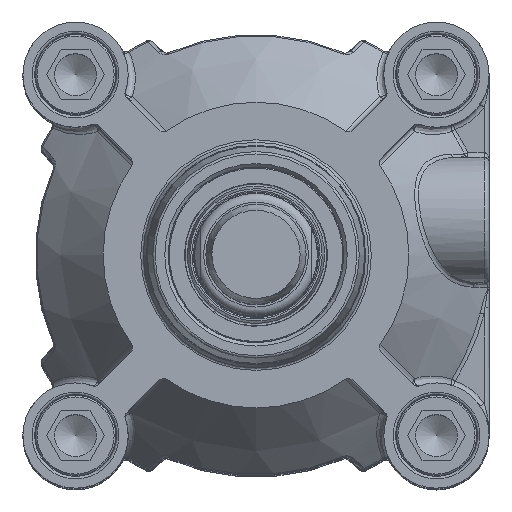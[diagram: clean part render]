
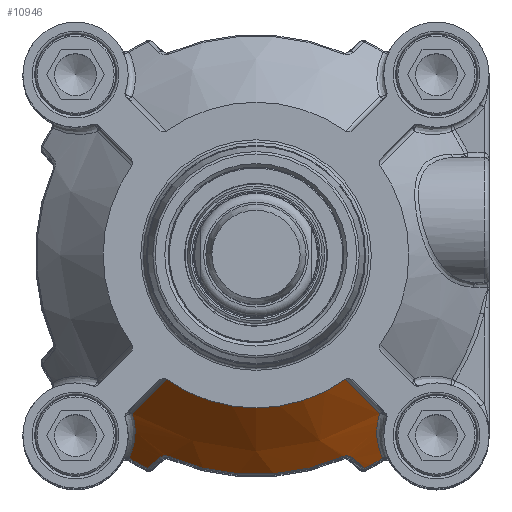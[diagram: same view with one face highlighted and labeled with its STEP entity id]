
A CAD part, top view. The second image highlights one B-rep face of the part: STEP entity #10946.
In plain terms, the highlighted conical face has half-angle 41.186 degrees and reference radius 39.25 mm.
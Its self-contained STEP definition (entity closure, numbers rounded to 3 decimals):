
#9683=CARTESIAN_POINT('',(-17.839,-24.739,48.));
#9684=VERTEX_POINT('',#9683);
#9700=CARTESIAN_POINT('',(17.839,-24.739,48.));
#9701=VERTEX_POINT('',#9700);
#9702=CARTESIAN_POINT('',(0.0,0.0,48.));
#9703=DIRECTION('',(0.0,0.0,1.0));
#9704=DIRECTION('',(1.0,0.0,0.0));
#9705=AXIS2_PLACEMENT_3D('',#9702,#9703,#9704);
#9706=CIRCLE('',#9705,30.5);
#9707=EDGE_CURVE('',#9684,#9701,#9706,.T.);
#9995=CARTESIAN_POINT('',(24.679,-31.619,37.017));
#9996=VERTEX_POINT('',#9995);
#10067=CARTESIAN_POINT('',(17.839,-24.739,48.));
#10068=CARTESIAN_POINT('',(20.12,-27.038,44.344));
#10069=CARTESIAN_POINT('',(22.4,-29.33,40.682));
#10070=CARTESIAN_POINT('',(24.679,-31.619,37.017));
#10071=B_SPLINE_CURVE_WITH_KNOTS('',3,(#10067,#10068,#10069,#10070),.UNSPECIFIED.,.F.,.U.,(4,4),(-2.136,-0.67),.UNSPECIFIED.);
#10072=EDGE_CURVE('',#9701,#9996,#10071,.T.);
#10108=CARTESIAN_POINT('',(25.31,-40.494,28.283));
#10109=VERTEX_POINT('',#10108);
#10221=CARTESIAN_POINT('',(24.679,-31.619,37.017));
#10222=CARTESIAN_POINT('',(24.529,-32.061,36.725));
#10223=CARTESIAN_POINT('',(24.411,-32.499,36.407));
#10224=CARTESIAN_POINT('',(24.215,-33.432,35.682));
#10225=CARTESIAN_POINT('',(24.146,-33.931,35.263));
#10226=CARTESIAN_POINT('',(24.042,-35.324,34.028));
#10227=CARTESIAN_POINT('',(24.082,-36.195,33.174));
#10228=CARTESIAN_POINT('',(24.218,-37.092,32.231));
#10229=CARTESIAN_POINT('',(24.23,-37.162,32.157));
#10230=CARTESIAN_POINT('',(24.439,-38.391,30.849));
#10231=CARTESIAN_POINT('',(24.805,-39.485,29.566));
#10232=CARTESIAN_POINT('',(25.31,-40.494,28.283));
#10233=B_SPLINE_CURVE_WITH_KNOTS('',3,(#10221,#10222,#10223,#10224,#10225,#10226,#10227,#10228,#10229,#10230,#10231,#10232),.UNSPECIFIED.,.F.,.U.,(4,2,2,2,2,4),(-9.907,-9.742,-9.546,-9.184,-9.153,-8.641),.UNSPECIFIED.);
#10234=EDGE_CURVE('',#9996,#10109,#10233,.T.);
#10265=CARTESIAN_POINT('',(21.697,-42.539,28.283));
#10266=VERTEX_POINT('',#10265);
#10290=CARTESIAN_POINT('',(0.,0.,28.283));
#10291=DIRECTION('',(0.0,0.0,-1.0));
#10292=DIRECTION('',(0.496,-0.868,0.0));
#10293=AXIS2_PLACEMENT_3D('',#10290,#10291,#10292);
#10294=CIRCLE('',#10293,47.753);
#10295=EDGE_CURVE('',#10109,#10266,#10294,.T.);
#10334=CARTESIAN_POINT('',(19.482,-40.531,31.462));
#10335=VERTEX_POINT('',#10334);
#10336=CARTESIAN_POINT('',(17.312,-40.182,32.854));
#10337=VERTEX_POINT('',#10336);
#10338=CARTESIAN_POINT('',(19.482,-40.531,31.462));
#10339=CARTESIAN_POINT('',(19.216,-40.29,31.843));
#10340=CARTESIAN_POINT('',(18.605,-39.949,32.497));
#10341=CARTESIAN_POINT('',(17.679,-40.024,32.854));
#10342=CARTESIAN_POINT('',(17.312,-40.182,32.854));
#10343=B_SPLINE_CURVE_WITH_KNOTS('',3,(#10338,#10339,#10340,#10341,#10342),.UNSPECIFIED.,.F.,.U.,(4,1,4),(-0.275,-0.118,0.0),.UNSPECIFIED.);
#10344=EDGE_CURVE('',#10335,#10337,#10343,.T.);
#10419=CARTESIAN_POINT('',(-17.312,-40.182,32.854));
#10420=VERTEX_POINT('',#10419);
#10428=CARTESIAN_POINT('',(-19.482,-40.531,31.462));
#10429=VERTEX_POINT('',#10428);
#10430=CARTESIAN_POINT('',(-17.312,-40.182,32.854));
#10431=CARTESIAN_POINT('',(-17.556,-40.077,32.854));
#10432=CARTESIAN_POINT('',(-18.082,-39.971,32.721));
#10433=CARTESIAN_POINT('',(-18.87,-40.098,32.211));
#10434=CARTESIAN_POINT('',(-19.282,-40.35,31.748));
#10435=CARTESIAN_POINT('',(-19.482,-40.531,31.462));
#10436=B_SPLINE_CURVE_WITH_KNOTS('',3,(#10430,#10431,#10432,#10433,#10434,#10435),.UNSPECIFIED.,.F.,.U.,(4,1,1,4),(-0.275,-0.196,-0.118,0.),.UNSPECIFIED.);
#10437=EDGE_CURVE('',#10420,#10429,#10436,.T.);
#10455=CARTESIAN_POINT('',(0.,0.,32.854));
#10456=DIRECTION('',(0.0,0.0,-1.0));
#10457=DIRECTION('',(0.0,-1.0,0.0));
#10458=AXIS2_PLACEMENT_3D('',#10455,#10456,#10457);
#10459=CIRCLE('',#10458,43.753);
#10460=EDGE_CURVE('',#10337,#10420,#10459,.T.);
#10489=CARTESIAN_POINT('',(-21.697,-42.539,28.283));
#10490=VERTEX_POINT('',#10489);
#10530=CARTESIAN_POINT('',(-19.482,-40.531,31.462));
#10531=CARTESIAN_POINT('',(-20.223,-41.202,30.405));
#10532=CARTESIAN_POINT('',(-20.961,-41.871,29.345));
#10533=CARTESIAN_POINT('',(-21.697,-42.539,28.283));
#10534=B_SPLINE_CURVE_WITH_KNOTS('',3,(#10530,#10531,#10532,#10533),.UNSPECIFIED.,.F.,.U.,(4,4),(-1.397,-0.961),.UNSPECIFIED.);
#10535=EDGE_CURVE('',#10429,#10490,#10534,.T.);
#10580=CARTESIAN_POINT('',(-25.31,-40.494,28.283));
#10581=VERTEX_POINT('',#10580);
#10614=CARTESIAN_POINT('',(0.0,0.0,28.283));
#10615=DIRECTION('',(0.0,0.0,-1.0));
#10616=DIRECTION('',(-0.496,-0.868,0.0));
#10617=AXIS2_PLACEMENT_3D('',#10614,#10615,#10616);
#10618=CIRCLE('',#10617,47.753);
#10619=EDGE_CURVE('',#10490,#10581,#10618,.T.);
#10648=CARTESIAN_POINT('',(-24.679,-31.619,37.017));
#10649=VERTEX_POINT('',#10648);
#10704=CARTESIAN_POINT('',(-25.31,-40.494,28.283));
#10705=CARTESIAN_POINT('',(-24.803,-39.481,29.571));
#10706=CARTESIAN_POINT('',(-24.44,-38.386,30.851));
#10707=CARTESIAN_POINT('',(-24.23,-37.16,32.157));
#10708=CARTESIAN_POINT('',(-24.219,-37.09,32.232));
#10709=CARTESIAN_POINT('',(-23.991,-35.595,33.806));
#10710=CARTESIAN_POINT('',(-24.021,-34.038,35.274));
#10711=CARTESIAN_POINT('',(-24.51,-32.149,36.656));
#10712=CARTESIAN_POINT('',(-24.588,-31.885,36.841));
#10713=CARTESIAN_POINT('',(-24.679,-31.619,37.017));
#10714=B_SPLINE_CURVE_WITH_KNOTS('',3,(#10704,#10705,#10706,#10707,#10708,#10709,#10710,#10711,#10712,#10713),.UNSPECIFIED.,.F.,.U.,(4,2,2,2,4),(-9.659,-9.148,-9.117,-8.494,-8.394),.UNSPECIFIED.);
#10715=EDGE_CURVE('',#10581,#10649,#10714,.T.);
#10759=CARTESIAN_POINT('',(-24.679,-31.619,37.017));
#10760=CARTESIAN_POINT('',(-22.4,-29.33,40.682));
#10761=CARTESIAN_POINT('',(-20.12,-27.038,44.344));
#10762=CARTESIAN_POINT('',(-17.839,-24.739,48.));
#10763=B_SPLINE_CURVE_WITH_KNOTS('',3,(#10759,#10760,#10761,#10762),.UNSPECIFIED.,.F.,.U.,(4,4),(-1.511,-0.046),.UNSPECIFIED.);
#10764=EDGE_CURVE('',#10649,#9684,#10763,.T.);
#10877=CARTESIAN_POINT('',(21.697,-42.539,28.283));
#10878=CARTESIAN_POINT('',(20.961,-41.871,29.345));
#10879=CARTESIAN_POINT('',(20.223,-41.202,30.405));
#10880=CARTESIAN_POINT('',(19.482,-40.531,31.462));
#10881=B_SPLINE_CURVE_WITH_KNOTS('',3,(#10877,#10878,#10879,#10880),.UNSPECIFIED.,.F.,.U.,(4,4),(-2.9,-2.464),.UNSPECIFIED.);
#10882=EDGE_CURVE('',#10266,#10335,#10881,.T.);
#10927=CARTESIAN_POINT('',(0.0,0.0,38.));
#10928=DIRECTION('',(0.0,0.0,-1.0));
#10929=DIRECTION('',(0.707,-0.707,0.0));
#10930=AXIS2_PLACEMENT_3D('',#10927,#10928,#10929);
#10931=CONICAL_SURFACE('',#10930,39.25,41.186);
#10932=ORIENTED_EDGE('',*,*,#10764,.F.);
#10933=ORIENTED_EDGE('',*,*,#10715,.F.);
#10934=ORIENTED_EDGE('',*,*,#10619,.F.);
#10935=ORIENTED_EDGE('',*,*,#10535,.F.);
#10936=ORIENTED_EDGE('',*,*,#10437,.F.);
#10937=ORIENTED_EDGE('',*,*,#10460,.F.);
#10938=ORIENTED_EDGE('',*,*,#10344,.F.);
#10939=ORIENTED_EDGE('',*,*,#10882,.F.);
#10940=ORIENTED_EDGE('',*,*,#10295,.F.);
#10941=ORIENTED_EDGE('',*,*,#10234,.F.);
#10942=ORIENTED_EDGE('',*,*,#10072,.F.);
#10943=ORIENTED_EDGE('',*,*,#9707,.F.);
#10944=EDGE_LOOP('',(#10932,#10933,#10934,#10935,#10936,#10937,#10938,#10939,#10940,#10941,#10942,#10943));
#10945=FACE_OUTER_BOUND('',#10944,.T.);
#10946=ADVANCED_FACE('',(#10945),#10931,.T.);
